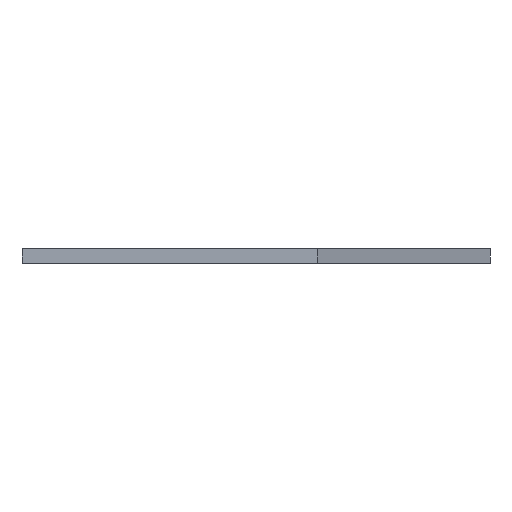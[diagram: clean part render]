
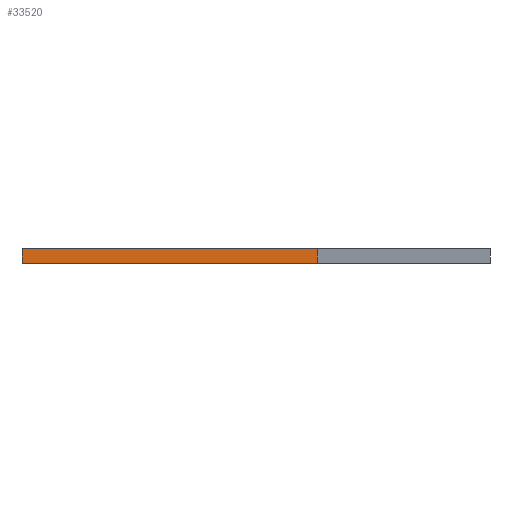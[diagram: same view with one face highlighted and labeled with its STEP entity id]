
A CAD part, left-side view. The second image highlights one B-rep face of the part: STEP entity #33520.
In plain terms, the highlighted planar face has unit normal (-1, 0, 0).
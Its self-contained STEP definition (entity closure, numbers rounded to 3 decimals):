
#3179=FACE_OUTER_BOUND('',#5035,.T.);
#5035=EDGE_LOOP('',(#30858,#30859,#30860,#30861));
#6243=LINE('',#49052,#9379);
#6792=LINE('',#53186,#9928);
#8172=LINE('',#57421,#11308);
#8173=LINE('',#57423,#11309);
#9379=VECTOR('',#39816,10.);
#9928=VECTOR('',#40717,10.);
#11308=VECTOR('',#45357,10.);
#11309=VECTOR('',#45360,10.);
#14075=VERTEX_POINT('',#49049);
#14076=VERTEX_POINT('',#49051);
#14772=VERTEX_POINT('',#53183);
#14773=VERTEX_POINT('',#53185);
#17815=EDGE_CURVE('',#14075,#14076,#6243,.T.);
#18857=EDGE_CURVE('',#14772,#14773,#6792,.T.);
#20957=EDGE_CURVE('',#14773,#14075,#8172,.T.);
#20958=EDGE_CURVE('',#14772,#14076,#8173,.T.);
#30858=ORIENTED_EDGE('',*,*,#20957,.F.);
#30859=ORIENTED_EDGE('',*,*,#18857,.F.);
#30860=ORIENTED_EDGE('',*,*,#20958,.T.);
#30861=ORIENTED_EDGE('',*,*,#17815,.F.);
#31771=PLANE('',#36434);
#33520=ADVANCED_FACE('',(#3179),#31771,.T.);
#36434=AXIS2_PLACEMENT_3D('',#57422,#45358,#45359);
#39816=DIRECTION('',(0.,1.,0.));
#40717=DIRECTION('',(0.,-1.,0.));
#45357=DIRECTION('',(0.,0.,-1.));
#45358=DIRECTION('center_axis',(-1.,0.,0.));
#45359=DIRECTION('ref_axis',(0.,-1.,0.));
#45360=DIRECTION('',(0.,0.,-1.));
#49049=CARTESIAN_POINT('',(36.45,-116.032,-3.5));
#49051=CARTESIAN_POINT('',(36.45,-44.477,-3.5));
#49052=CARTESIAN_POINT('',(36.45,-44.477,-3.5));
#53183=CARTESIAN_POINT('',(36.45,-44.477,-0.1));
#53185=CARTESIAN_POINT('',(36.45,-116.032,-0.1));
#53186=CARTESIAN_POINT('',(36.45,-44.477,-0.1));
#57421=CARTESIAN_POINT('',(36.45,-116.032,-2.5));
#57422=CARTESIAN_POINT('Origin',(36.45,-44.477,-2.5));
#57423=CARTESIAN_POINT('',(36.45,-44.477,-2.5));
